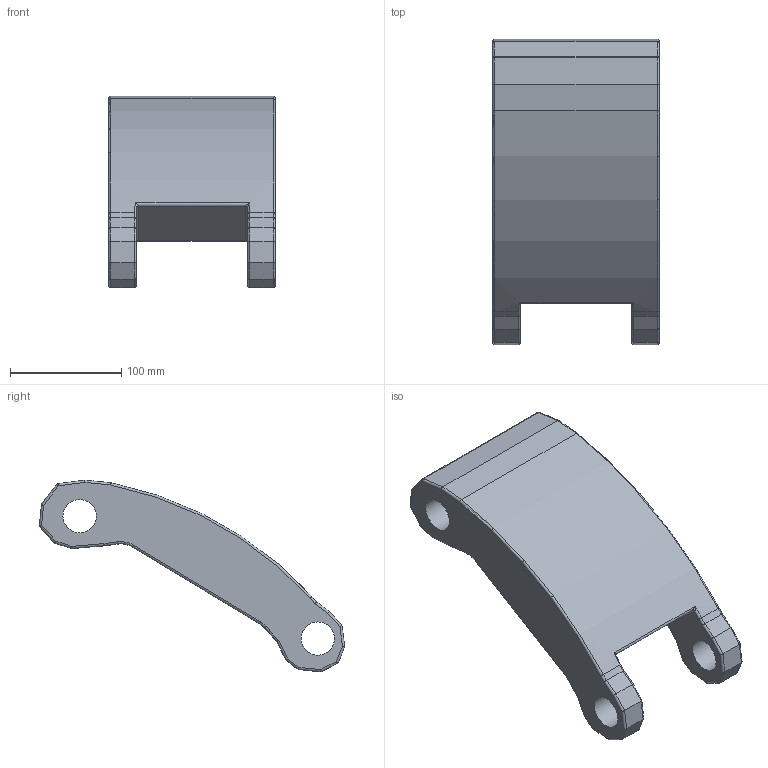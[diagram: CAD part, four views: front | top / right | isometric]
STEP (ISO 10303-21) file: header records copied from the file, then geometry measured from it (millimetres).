
FILE_DESCRIPTION(/* description */ (''),/* implementation_level */ '2;1');
FILE_NAME(/* name */ 'Lankarm_langCut.stp',/* time_stamp */ '2025-05-02T10:09:31+02:00',/* author */ ('elias'),/* organization */ (''),/* preprocessor_version */ 'ST-DEVELOPER v20.1',/* originating_system */ 'Autodesk Inventor 2026',/* authorisation */ '');
FILE_SCHEMA (('AUTOMOTIVE_DESIGN { 1 0 10303 214 3 1 1 }'));
Length unit declared in the file: millimetre
Products named in the file (1): Lankarm_lång
Bounding box: 150 x 274.79 x 172.43 mm (x, y, z)
Volume: 2029004.8 mm3; surface area: 145178.1 mm2
Topology: 1 solids, 1 shells, 123 faces, 282 edges, 160 vertices
Faces by surface type: cylinder 70, plane 34, torus 11, bspline 4, sphere 4
Full cylindrical faces by diameter (mm): 30 x3
Entity records: 4282 total; most frequent: CARTESIAN_POINT 1451, DIRECTION 610, ORIENTED_EDGE 562, EDGE_CURVE 281, AXIS2_PLACEMENT_3D 224, LINE 162, VECTOR 162, VERTEX_POINT 160
